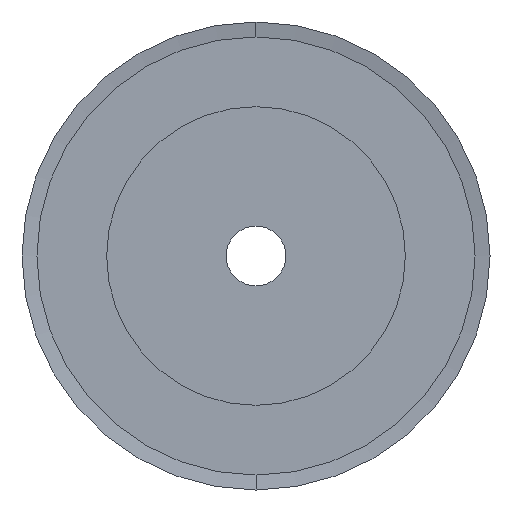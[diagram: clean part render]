
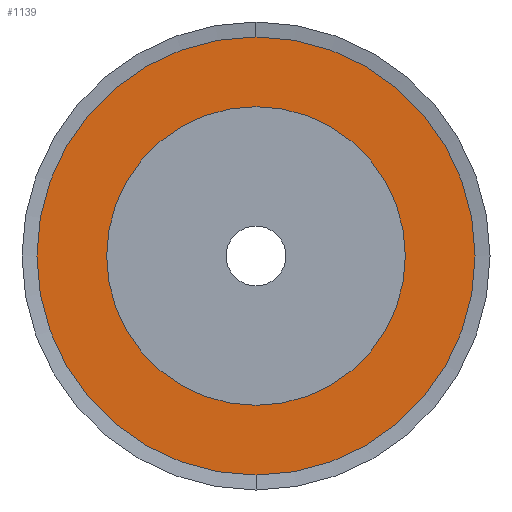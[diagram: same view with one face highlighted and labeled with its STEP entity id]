
A CAD part, left-side view. The second image highlights one B-rep face of the part: STEP entity #1139.
In plain terms, the highlighted planar face has unit normal (-1, 0, 0).
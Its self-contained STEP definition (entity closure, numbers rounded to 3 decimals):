
#1139=ADVANCED_FACE('',(#2281,#2282),#2283,.T.);
#2281=FACE_OUTER_BOUND('',#3423,.T.);
#2282=FACE_BOUND('',#3424,.T.);
#2283=PLANE('',#3425);
#3423=EDGE_LOOP('',(#7101,#7102));
#3424=EDGE_LOOP('',(#7103,#7104));
#3425=AXIS2_PLACEMENT_3D('',#7105,#7106,#7107);
#7101=ORIENTED_EDGE('',*,*,#8624,.F.);
#7102=ORIENTED_EDGE('',*,*,#7176,.F.);
#7103=ORIENTED_EDGE('',*,*,#8625,.F.);
#7104=ORIENTED_EDGE('',*,*,#7166,.F.);
#7105=CARTESIAN_POINT('',(-10.75,0.0,-18.5));
#7106=DIRECTION('',(-1.0,0.0,0.0));
#7107=DIRECTION('',(0.0,0.0,1.0));
#7166=EDGE_CURVE('',#8651,#8647,#8653,.T.);
#7176=EDGE_CURVE('',#8667,#8664,#8669,.T.);
#8624=EDGE_CURVE('',#8664,#8667,#10835,.T.);
#8625=EDGE_CURVE('',#8647,#8651,#10836,.T.);
#8647=VERTEX_POINT('',#10860);
#8651=VERTEX_POINT('',#10865);
#8653=CIRCLE('',#10868,15.0);
#8664=VERTEX_POINT('',#10881);
#8667=VERTEX_POINT('',#10885);
#8669=CIRCLE('',#10888,22.0);
#10835=CIRCLE('',#13592,22.0);
#10836=CIRCLE('',#13593,15.0);
#10860=CARTESIAN_POINT('',(-10.75,0.0,-15.0));
#10865=CARTESIAN_POINT('',(-10.75,0.,15.0));
#10868=AXIS2_PLACEMENT_3D('',#13617,#13618,#13619);
#10881=CARTESIAN_POINT('',(-10.75,0.0,-22.0));
#10885=CARTESIAN_POINT('',(-10.75,0.,22.0));
#10888=AXIS2_PLACEMENT_3D('',#13633,#13634,#13635);
#13592=AXIS2_PLACEMENT_3D('',#15803,#15804,#15805);
#13593=AXIS2_PLACEMENT_3D('',#15806,#15807,#15808);
#13617=CARTESIAN_POINT('',(-10.75,0.0,0.0));
#13618=DIRECTION('',(-1.0,0.0,0.0));
#13619=DIRECTION('',(0.0,0.0,-1.0));
#13633=CARTESIAN_POINT('',(-10.75,0.0,0.0));
#13634=DIRECTION('',(1.0,0.0,0.0));
#13635=DIRECTION('',(0.0,0.0,-1.0));
#15803=CARTESIAN_POINT('',(-10.75,0.0,0.0));
#15804=DIRECTION('',(1.0,0.0,0.0));
#15805=DIRECTION('',(0.0,0.0,-1.0));
#15806=CARTESIAN_POINT('',(-10.75,0.0,0.0));
#15807=DIRECTION('',(-1.0,0.0,0.0));
#15808=DIRECTION('',(0.0,0.0,-1.0));
